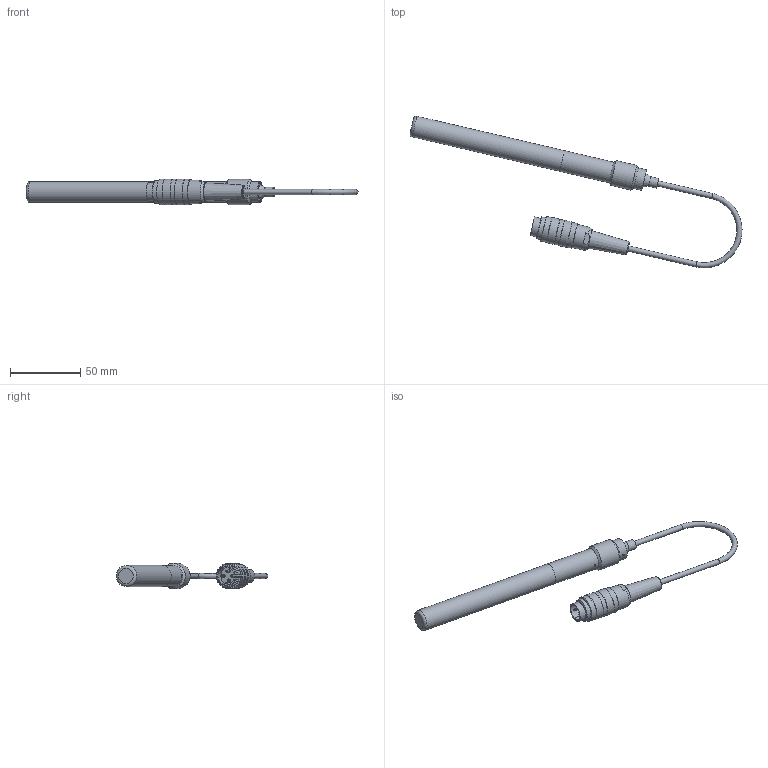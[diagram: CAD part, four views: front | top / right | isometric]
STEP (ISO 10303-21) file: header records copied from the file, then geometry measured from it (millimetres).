
FILE_DESCRIPTION(/* description */ (''),/* implementation_level */ '2;1');
FILE_NAME(/* name */ '130 41_R6G-5-17L20.stp',/* time_stamp */ '2020-09-04T11:54:53+02:00',/* author */ ('kuttig'),/* organization */ (''),/* preprocessor_version */ 'ST-DEVELOPER v16.13',/* originating_system */ 'Autodesk Inventor 2018',/* authorisation */ '');
FILE_SCHEMA (('AUTOMOTIVE_DESIGN { 1 0 10303 214 3 1 1 }'));
Length unit declared in the file: millimetre
Products named in the file (1): 130 41_R6G-5-17L20_Shrinkwrap_1
Bounding box: 236.71 x 108.03 x 18.5 mm (x, y, z)
Volume: 34485.4 mm3; surface area: 23240.4 mm2
Topology: 3 solids, 3 shells, 127 faces, 281 edges, 177 vertices
Faces by surface type: plane 55, cylinder 41, cone 21, bspline 6, torus 4
Full cylindrical faces by diameter (mm): 1.49 x3, 1.5 x4, 2.25 x1, 3.7 x2, 4.7 x1, 7 x1, 10 x1, 10.2 x1, 13.5 x1, 15 x3, 15.08 x1, 16 x1, 16.9 x1, 18 x1, 18.15 x3, 18.5 x2
Entity records: 3796 total; most frequent: CARTESIAN_POINT 1016, DIRECTION 558, ORIENTED_EDGE 442, AXIS2_PLACEMENT_3D 234, EDGE_CURVE 221, EDGE_LOOP 197, VERTEX_POINT 168, STYLED_ITEM 130
